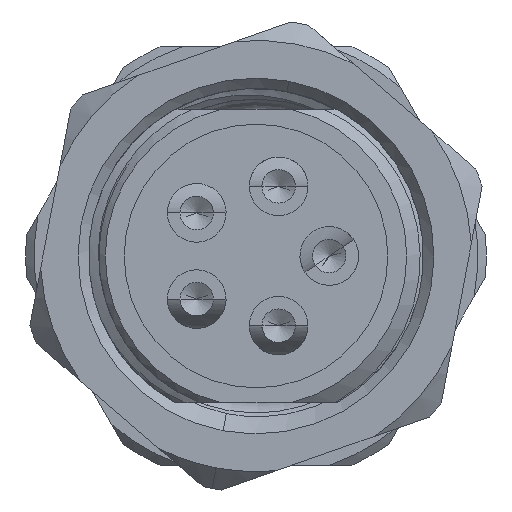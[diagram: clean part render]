
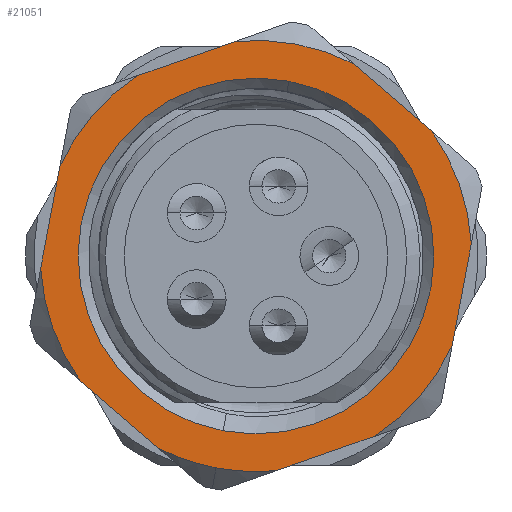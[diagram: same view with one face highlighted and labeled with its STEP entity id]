
A CAD part, left-side view. The second image highlights one B-rep face of the part: STEP entity #21051.
In plain terms, the highlighted planar face has unit normal (-1, 0, 0).
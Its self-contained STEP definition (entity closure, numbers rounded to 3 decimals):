
#162 = CARTESIAN_POINT ( 'NONE',  ( -1., 0., 0. ) ) ;
#375 = EDGE_CURVE ( 'NONE', #30233, #20164, #18306, .T. ) ;
#418 = VERTEX_POINT ( 'NONE', #9519 ) ;
#518 = EDGE_CURVE ( 'NONE', #17712, #29813, #20321, .T. ) ;
#568 = VERTEX_POINT ( 'NONE', #24301 ) ;
#597 = EDGE_CURVE ( 'NONE', #5877, #418, #6146, .T. ) ;
#736 = CIRCLE ( 'NONE', #21016, 5.15 ) ;
#972 = ORIENTED_EDGE ( 'NONE', *, *, #5802, .F. ) ;
#1322 = ORIENTED_EDGE ( 'NONE', *, *, #24255, .T. ) ;
#1972 = LINE ( 'NONE', #11652, #9040 ) ;
#2334 = ORIENTED_EDGE ( 'NONE', *, *, #13400, .F. ) ;
#2547 = CARTESIAN_POINT ( 'NONE',  ( -1., 0., 0. ) ) ;
#2824 = VERTEX_POINT ( 'NONE', #29866 ) ;
#2847 = DIRECTION ( 'NONE',  ( 0., 0., -1. ) ) ;
#3594 = CARTESIAN_POINT ( 'NONE',  ( -1., -1.431, -4.947 ) ) ;
#3964 = EDGE_LOOP ( 'NONE', ( #18666, #27747 ) ) ;
#4138 = CARTESIAN_POINT ( 'NONE',  ( -1., 0., 0. ) ) ;
#4308 = VECTOR ( 'NONE', #14515, 1000. ) ;
#4593 = CIRCLE ( 'NONE', #26416, 5.15 ) ;
#5254 = CARTESIAN_POINT ( 'NONE',  ( -1., 0., -4.25 ) ) ;
#5276 = ORIENTED_EDGE ( 'NONE', *, *, #23052, .F. ) ;
#5393 = LINE ( 'NONE', #10453, #10758 ) ;
#5802 = EDGE_CURVE ( 'NONE', #16856, #22966, #5393, .T. ) ;
#5877 = VERTEX_POINT ( 'NONE', #6476 ) ;
#6146 = CIRCLE ( 'NONE', #18802, 5.15 ) ;
#6332 = EDGE_CURVE ( 'NONE', #29813, #17712, #9227, .T. ) ;
#6476 = CARTESIAN_POINT ( 'NONE',  ( -1., 5., -1.234 ) ) ;
#6839 = DIRECTION ( 'NONE',  ( -1., 0., 0. ) ) ;
#7212 = CARTESIAN_POINT ( 'NONE',  ( -1., -5., -2.887 ) ) ;
#7266 = ORIENTED_EDGE ( 'NONE', *, *, #21525, .T. ) ;
#7296 = CARTESIAN_POINT ( 'NONE',  ( -1., 0., 0. ) ) ;
#7303 = DIRECTION ( 'NONE',  ( 1., 0., 0. ) ) ;
#7305 = CARTESIAN_POINT ( 'NONE',  ( -1., 0., 0. ) ) ;
#7527 = CARTESIAN_POINT ( 'NONE',  ( -1., 1.431, -4.947 ) ) ;
#7772 = PLANE ( 'NONE',  #21215 ) ;
#9040 = VECTOR ( 'NONE', #31072, 1000. ) ;
#9050 = ORIENTED_EDGE ( 'NONE', *, *, #27142, .F. ) ;
#9054 = CARTESIAN_POINT ( 'NONE',  ( -1., 0., 0. ) ) ;
#9067 = CARTESIAN_POINT ( 'NONE',  ( -1., 0., 0. ) ) ;
#9227 = CIRCLE ( 'NONE', #21411, 4.25 ) ;
#9359 = CARTESIAN_POINT ( 'NONE',  ( -1., 0., 0. ) ) ;
#9371 = DIRECTION ( 'NONE',  ( 0., 0., -1. ) ) ;
#9464 = ORIENTED_EDGE ( 'NONE', *, *, #16248, .T. ) ;
#9519 = CARTESIAN_POINT ( 'NONE',  ( -1., 3.569, -3.713 ) ) ;
#10320 = DIRECTION ( 'NONE',  ( -1., 0., 0. ) ) ;
#10453 = CARTESIAN_POINT ( 'NONE',  ( -1., 0., 5.774 ) ) ;
#10758 = VECTOR ( 'NONE', #19829, 1000. ) ;
#11591 = DIRECTION ( 'NONE',  ( 0., 0., -1. ) ) ;
#11652 = CARTESIAN_POINT ( 'NONE',  ( -1., 0., -5.774 ) ) ;
#11662 = EDGE_CURVE ( 'NONE', #568, #17531, #4593, .T. ) ;
#12096 = CARTESIAN_POINT ( 'NONE',  ( -1., 5., 2.887 ) ) ;
#12214 = FACE_OUTER_BOUND ( 'NONE', #16710, .T. ) ;
#12787 = EDGE_CURVE ( 'NONE', #2824, #17531, #19881, .T. ) ;
#12919 = CARTESIAN_POINT ( 'NONE',  ( -1., -1.431, 4.947 ) ) ;
#13124 = CARTESIAN_POINT ( 'NONE',  ( -1., 0., 0. ) ) ;
#13400 = EDGE_CURVE ( 'NONE', #5877, #20940, #23413, .T. ) ;
#13755 = AXIS2_PLACEMENT_3D ( 'NONE', #4138, #13834, #20662 ) ;
#13831 = DIRECTION ( 'NONE',  ( 0., 0., -1. ) ) ;
#13834 = DIRECTION ( 'NONE',  ( -1., 0., 0. ) ) ;
#14515 = DIRECTION ( 'NONE',  ( 0., 0.866, -0.5 ) ) ;
#14592 = DIRECTION ( 'NONE',  ( 1., 0., 0. ) ) ;
#14620 = CARTESIAN_POINT ( 'NONE',  ( -1., 1.431, 4.947 ) ) ;
#15110 = DIRECTION ( 'NONE',  ( 0., 0., -1. ) ) ;
#15192 = VECTOR ( 'NONE', #15110, 1000. ) ;
#15346 = DIRECTION ( 'NONE',  ( -1., 0., 0. ) ) ;
#16248 = EDGE_CURVE ( 'NONE', #25532, #20940, #27928, .T. ) ;
#16509 = CARTESIAN_POINT ( 'NONE',  ( -1., 5., 1.234 ) ) ;
#16669 = EDGE_CURVE ( 'NONE', #2824, #22966, #25898, .T. ) ;
#16710 = EDGE_LOOP ( 'NONE', ( #2334, #20539, #16965, #1322, #28739, #9050, #20999, #19607, #23682, #972, #7266, #5276, #9464 ) ) ;
#16856 = VERTEX_POINT ( 'NONE', #12919 ) ;
#16965 = ORIENTED_EDGE ( 'NONE', *, *, #22567, .F. ) ;
#17531 = VERTEX_POINT ( 'NONE', #26628 ) ;
#17712 = VERTEX_POINT ( 'NONE', #31105 ) ;
#18306 = CIRCLE ( 'NONE', #13755, 5.15 ) ;
#18666 = ORIENTED_EDGE ( 'NONE', *, *, #518, .T. ) ;
#18802 = AXIS2_PLACEMENT_3D ( 'NONE', #7305, #6839, #11591 ) ;
#19607 = ORIENTED_EDGE ( 'NONE', *, *, #12787, .F. ) ;
#19829 = DIRECTION ( 'NONE',  ( 0., -0.866, -0.5 ) ) ;
#19881 = LINE ( 'NONE', #27205, #15192 ) ;
#20164 = VERTEX_POINT ( 'NONE', #3594 ) ;
#20290 = AXIS2_PLACEMENT_3D ( 'NONE', #9359, #21279, #30998 ) ;
#20321 = CIRCLE ( 'NONE', #23895, 4.25 ) ;
#20539 = ORIENTED_EDGE ( 'NONE', *, *, #597, .T. ) ;
#20662 = DIRECTION ( 'NONE',  ( 0., 0., -1. ) ) ;
#20940 = VERTEX_POINT ( 'NONE', #16509 ) ;
#20999 = ORIENTED_EDGE ( 'NONE', *, *, #11662, .T. ) ;
#21009 = CARTESIAN_POINT ( 'NONE',  ( -1., 5., -2.887 ) ) ;
#21016 = AXIS2_PLACEMENT_3D ( 'NONE', #9067, #31023, #21617 ) ;
#21051 = ADVANCED_FACE ( 'NONE', ( #24601, #12214 ), #7772, .F. ) ;
#21215 = AXIS2_PLACEMENT_3D ( 'NONE', #7296, #14592, #2847 ) ;
#21279 = DIRECTION ( 'NONE',  ( -1., 0., 0. ) ) ;
#21309 = CARTESIAN_POINT ( 'NONE',  ( -1., 3.569, 3.713 ) ) ;
#21411 = AXIS2_PLACEMENT_3D ( 'NONE', #9054, #7303, #13831 ) ;
#21525 = EDGE_CURVE ( 'NONE', #16856, #25948, #29352, .T. ) ;
#21617 = DIRECTION ( 'NONE',  ( 0., 0., -1. ) ) ;
#22128 = DIRECTION ( 'NONE',  ( 0., 0., 1. ) ) ;
#22314 = VECTOR ( 'NONE', #22128, 1000. ) ;
#22362 = AXIS2_PLACEMENT_3D ( 'NONE', #162, #10320, #24622 ) ;
#22567 = EDGE_CURVE ( 'NONE', #27190, #418, #1972, .T. ) ;
#22717 = DIRECTION ( 'NONE',  ( -1., 0., 0. ) ) ;
#22874 = CARTESIAN_POINT ( 'NONE',  ( -1., 0., 0. ) ) ;
#22966 = VERTEX_POINT ( 'NONE', #26518 ) ;
#22989 = DIRECTION ( 'NONE',  ( 0., 0., -1. ) ) ;
#23052 = EDGE_CURVE ( 'NONE', #25532, #25948, #29596, .T. ) ;
#23413 = LINE ( 'NONE', #21009, #22314 ) ;
#23682 = ORIENTED_EDGE ( 'NONE', *, *, #16669, .T. ) ;
#23895 = AXIS2_PLACEMENT_3D ( 'NONE', #2547, #29079, #9371 ) ;
#24255 = EDGE_CURVE ( 'NONE', #27190, #30233, #736, .T. ) ;
#24263 = AXIS2_PLACEMENT_3D ( 'NONE', #22874, #22717, #29864 ) ;
#24301 = CARTESIAN_POINT ( 'NONE',  ( -1., -3.569, -3.713 ) ) ;
#24601 = FACE_BOUND ( 'NONE', #3964, .T. ) ;
#24622 = DIRECTION ( 'NONE',  ( 0., 0., -1. ) ) ;
#25532 = VERTEX_POINT ( 'NONE', #21309 ) ;
#25898 = CIRCLE ( 'NONE', #22362, 5.15 ) ;
#25948 = VERTEX_POINT ( 'NONE', #14620 ) ;
#26416 = AXIS2_PLACEMENT_3D ( 'NONE', #13124, #15346, #22989 ) ;
#26518 = CARTESIAN_POINT ( 'NONE',  ( -1., -3.569, 3.713 ) ) ;
#26628 = CARTESIAN_POINT ( 'NONE',  ( -1., -5., -1.234 ) ) ;
#26751 = LINE ( 'NONE', #7212, #4308 ) ;
#27142 = EDGE_CURVE ( 'NONE', #568, #20164, #26751, .T. ) ;
#27190 = VERTEX_POINT ( 'NONE', #7527 ) ;
#27205 = CARTESIAN_POINT ( 'NONE',  ( -1., -5., 2.887 ) ) ;
#27747 = ORIENTED_EDGE ( 'NONE', *, *, #6332, .T. ) ;
#27928 = CIRCLE ( 'NONE', #20290, 5.15 ) ;
#28739 = ORIENTED_EDGE ( 'NONE', *, *, #375, .T. ) ;
#29079 = DIRECTION ( 'NONE',  ( 1., 0., 0. ) ) ;
#29110 = DIRECTION ( 'NONE',  ( 0., -0.866, 0.5 ) ) ;
#29352 = CIRCLE ( 'NONE', #24263, 5.15 ) ;
#29596 = LINE ( 'NONE', #12096, #31402 ) ;
#29813 = VERTEX_POINT ( 'NONE', #5254 ) ;
#29864 = DIRECTION ( 'NONE',  ( 0., 0., -1. ) ) ;
#29866 = CARTESIAN_POINT ( 'NONE',  ( -1., -5., 1.234 ) ) ;
#30233 = VERTEX_POINT ( 'NONE', #30397 ) ;
#30397 = CARTESIAN_POINT ( 'NONE',  ( -1., 0., -5.15 ) ) ;
#30998 = DIRECTION ( 'NONE',  ( 0., 0., -1. ) ) ;
#31023 = DIRECTION ( 'NONE',  ( -1., 0., 0. ) ) ;
#31072 = DIRECTION ( 'NONE',  ( 0., 0.866, 0.5 ) ) ;
#31105 = CARTESIAN_POINT ( 'NONE',  ( -1., 0., 4.25 ) ) ;
#31402 = VECTOR ( 'NONE', #29110, 1000. ) ;
